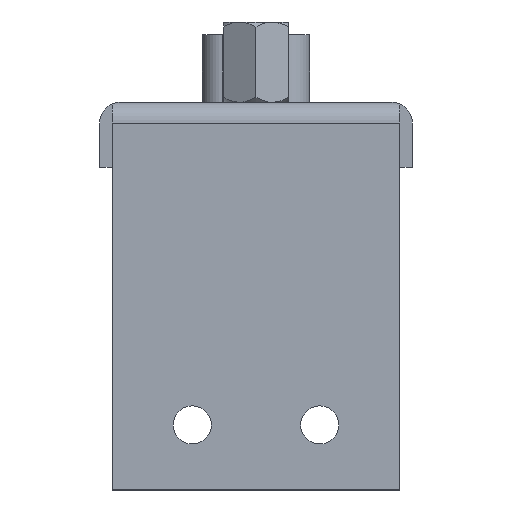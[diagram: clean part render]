
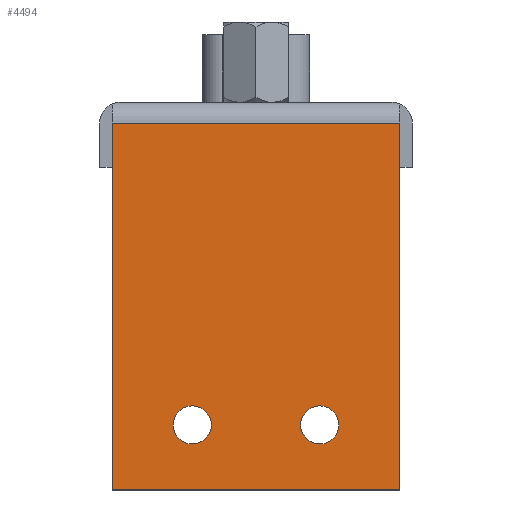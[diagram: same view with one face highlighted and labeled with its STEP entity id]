
A CAD part, left-side view. The second image highlights one B-rep face of the part: STEP entity #4494.
In plain terms, the highlighted planar face has unit normal (-1, 0, 0).
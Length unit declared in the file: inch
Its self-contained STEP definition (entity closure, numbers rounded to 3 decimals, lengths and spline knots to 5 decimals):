
#1230 = AXIS2_PLACEMENT_3D ( 'NONE', #2204, #2205, #2206 ) ;
#1234 = AXIS2_PLACEMENT_3D ( 'NONE', #2224, #2225, #2226 ) ;
#1242 = AXIS2_PLACEMENT_3D ( 'NONE', #2958, #2959, #2960 ) ;
#1243 = AXIS2_PLACEMENT_3D ( 'NONE', #2963, #2964, #2965 ) ;
#2204 = CARTESIAN_POINT ( 'NONE',  ( -1.47, -0.184, -0.932 ) ) ;
#2205 = DIRECTION ( 'NONE',  ( 1., 0., 0. ) ) ;
#2206 = DIRECTION ( 'NONE',  ( 0., 0., -1. ) ) ;
#2224 = CARTESIAN_POINT ( 'NONE',  ( -1.47, 0.184, -0.932 ) ) ;
#2225 = DIRECTION ( 'NONE',  ( 1., 0., 0. ) ) ;
#2226 = DIRECTION ( 'NONE',  ( 0., 0., -1. ) ) ;
#2245 = DIRECTION ( 'NONE',  ( 0., 0., 1. ) ) ;
#2249 = CARTESIAN_POINT ( 'NONE',  ( -1.47, -0.415, -1.12 ) ) ;
#2272 = CARTESIAN_POINT ( 'NONE',  ( -1.47, 0.415, -1.12 ) ) ;
#2649 = CIRCLE ( 'NONE', #1230, 0.055 ) ;
#2660 = CIRCLE ( 'NONE', #1234, 0.055 ) ;
#2677 = LINE ( 'NONE', #2249, #2683 ) ;
#2683 = VECTOR ( 'NONE', #2245, 39.37008 ) ;
#2696 = LINE ( 'NONE', #2272, #2699 ) ;
#2698 = LINE ( 'NONE', #2952, #2701 ) ;
#2699 = VECTOR ( 'NONE', #2951, 39.37008 ) ;
#2701 = VECTOR ( 'NONE', #2953, 39.37008 ) ;
#2702 = CIRCLE ( 'NONE', #1242, 0.055 ) ;
#2704 = CIRCLE ( 'NONE', #1243, 0.055 ) ;
#2705 = LINE ( 'NONE', #2956, #2706 ) ;
#2706 = VECTOR ( 'NONE', #2957, 39.37008 ) ;
#2951 = DIRECTION ( 'NONE',  ( 0., 0., 1. ) ) ;
#2952 = CARTESIAN_POINT ( 'NONE',  ( -1.47, 0.415, -1.12 ) ) ;
#2953 = DIRECTION ( 'NONE',  ( 0., -1., 0. ) ) ;
#2956 = CARTESIAN_POINT ( 'NONE',  ( -1.47, 0.415, -0.06 ) ) ;
#2957 = DIRECTION ( 'NONE',  ( 0., -1., 0. ) ) ;
#2958 = CARTESIAN_POINT ( 'NONE',  ( -1.47, -0.184, -0.932 ) ) ;
#2959 = DIRECTION ( 'NONE',  ( 1., 0., 0. ) ) ;
#2960 = DIRECTION ( 'NONE',  ( 0., 0., -1. ) ) ;
#2963 = CARTESIAN_POINT ( 'NONE',  ( -1.47, 0.184, -0.932 ) ) ;
#2964 = DIRECTION ( 'NONE',  ( 1., 0., 0. ) ) ;
#2965 = DIRECTION ( 'NONE',  ( 0., 0., -1. ) ) ;
#4494 = ADVANCED_FACE ( 'NONE', ( #10402, #10404, #10399 ), #10125, .F. ) ;
#5239 = VERTEX_POINT ( 'NONE', #15767 ) ;
#5241 = VERTEX_POINT ( 'NONE', #15769 ) ;
#5243 = VERTEX_POINT ( 'NONE', #15771 ) ;
#5250 = VERTEX_POINT ( 'NONE', #15778 ) ;
#5251 = VERTEX_POINT ( 'NONE', #15779 ) ;
#5263 = VERTEX_POINT ( 'NONE', #15791 ) ;
#5266 = VERTEX_POINT ( 'NONE', #15794 ) ;
#5275 = VERTEX_POINT ( 'NONE', #15803 ) ;
#7126 = EDGE_CURVE ( 'NONE', #5239, #5243, #2649, .T. ) ;
#7134 = EDGE_CURVE ( 'NONE', #5250, #5251, #2660, .T. ) ;
#7145 = EDGE_CURVE ( 'NONE', #5241, #5263, #2677, .T. ) ;
#7155 = EDGE_CURVE ( 'NONE', #5275, #5266, #2696, .T. ) ;
#7156 = EDGE_CURVE ( 'NONE', #5275, #5241, #2698, .T. ) ;
#7158 = EDGE_CURVE ( 'NONE', #5243, #5239, #2702, .T. ) ;
#7159 = EDGE_CURVE ( 'NONE', #5251, #5250, #2704, .T. ) ;
#7160 = EDGE_CURVE ( 'NONE', #5266, #5263, #2705, .T. ) ;
#7964 = ORIENTED_EDGE ( 'NONE', *, *, #7158, .T. ) ;
#7965 = ORIENTED_EDGE ( 'NONE', *, *, #7126, .T. ) ;
#7966 = ORIENTED_EDGE ( 'NONE', *, *, #7159, .T. ) ;
#7967 = ORIENTED_EDGE ( 'NONE', *, *, #7134, .T. ) ;
#7968 = ORIENTED_EDGE ( 'NONE', *, *, #7145, .T. ) ;
#7969 = ORIENTED_EDGE ( 'NONE', *, *, #7160, .F. ) ;
#7970 = ORIENTED_EDGE ( 'NONE', *, *, #7155, .F. ) ;
#7971 = ORIENTED_EDGE ( 'NONE', *, *, #7156, .T. ) ;
#8162 = EDGE_LOOP ( 'NONE', ( #7966, #7967 ) ) ;
#8163 = EDGE_LOOP ( 'NONE', ( #7964, #7965 ) ) ;
#8175 = EDGE_LOOP ( 'NONE', ( #7968, #7969, #7970, #7971 ) ) ;
#8684 = AXIS2_PLACEMENT_3D ( 'NONE', #10124, #10120, #10126 ) ;
#10120 = DIRECTION ( 'NONE',  ( 1., 0., 0. ) ) ;
#10124 = CARTESIAN_POINT ( 'NONE',  ( -1.47, 0.415, -1.12 ) ) ;
#10125 = PLANE ( 'NONE',  #8684 ) ;
#10126 = DIRECTION ( 'NONE',  ( 0., 0., -1. ) ) ;
#10399 = FACE_OUTER_BOUND ( 'NONE', #8175, .T. ) ;
#10402 = FACE_BOUND ( 'NONE', #8163, .T. ) ;
#10404 = FACE_BOUND ( 'NONE', #8162, .T. ) ;
#15767 = CARTESIAN_POINT ( 'NONE',  ( -1.47, -0.184, -0.877 ) ) ;
#15769 = CARTESIAN_POINT ( 'NONE',  ( -1.47, -0.415, -1.12 ) ) ;
#15771 = CARTESIAN_POINT ( 'NONE',  ( -1.47, -0.184, -0.987 ) ) ;
#15778 = CARTESIAN_POINT ( 'NONE',  ( -1.47, 0.184, -0.877 ) ) ;
#15779 = CARTESIAN_POINT ( 'NONE',  ( -1.47, 0.184, -0.987 ) ) ;
#15791 = CARTESIAN_POINT ( 'NONE',  ( -1.47, -0.415, -0.06 ) ) ;
#15794 = CARTESIAN_POINT ( 'NONE',  ( -1.47, 0.415, -0.06 ) ) ;
#15803 = CARTESIAN_POINT ( 'NONE',  ( -1.47, 0.415, -1.12 ) ) ;
